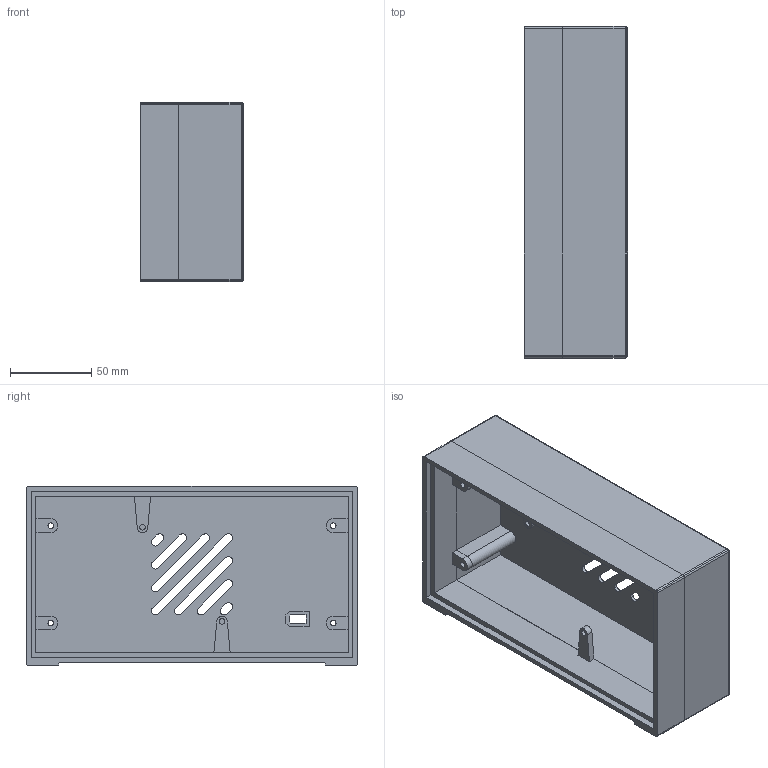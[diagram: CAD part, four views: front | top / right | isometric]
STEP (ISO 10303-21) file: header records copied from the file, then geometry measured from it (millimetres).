
FILE_DESCRIPTION (( 'STEP AP214' ), '1' );
FILE_NAME ('Matrix2.STEP', '2026-02-12T21:58:43', ( '' ), ( '' ), 'SwSTEP 2.0', 'SolidWorks 2025', '' );
FILE_SCHEMA (( 'AUTOMOTIVE_DESIGN' ));
Length unit declared in the file: millimetre
Products named in the file (1): Matrix2
Bounding box: 63.5 x 204.4 x 110.4 mm (x, y, z)
Volume: 276403 mm3; surface area: 134789.5 mm2
Topology: 2 solids, 2 shells, 201 faces, 550 edges, 360 vertices
Faces by surface type: cylinder 98, plane 95, sphere 8
Entity records: 6514 total; most frequent: DIRECTION 1152, CARTESIAN_POINT 1118, ORIENTED_EDGE 1100, EDGE_CURVE 550, AXIS2_PLACEMENT_3D 402, VERTEX_POINT 360, LINE 348, VECTOR 348
